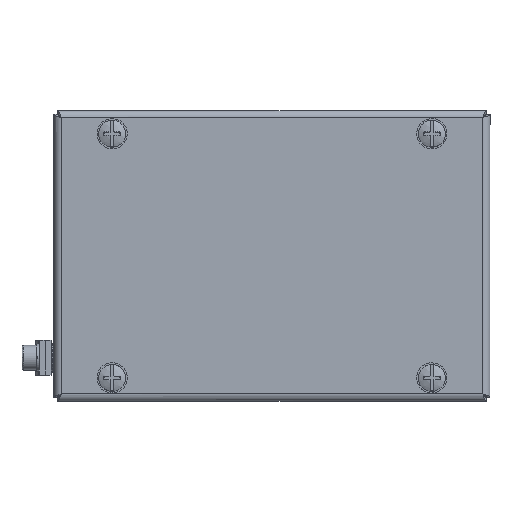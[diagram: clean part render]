
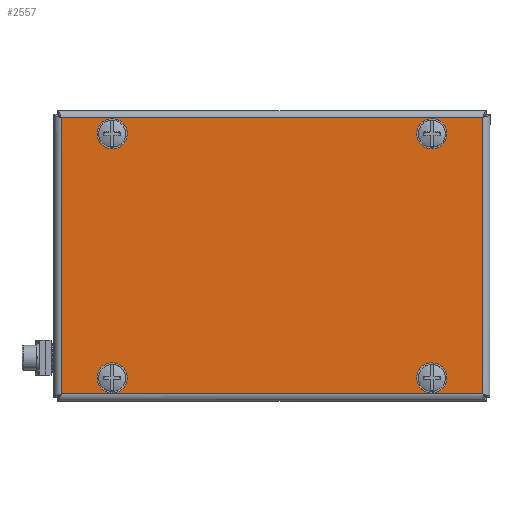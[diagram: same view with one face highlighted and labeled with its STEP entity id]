
A CAD part, top view. The second image highlights one B-rep face of the part: STEP entity #2557.
In plain terms, the highlighted face is planar.
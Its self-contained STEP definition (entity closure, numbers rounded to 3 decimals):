
#36 = CARTESIAN_POINT ( 'NONE',  ( 55., 42., 0. ) ) ;
#64 = VECTOR ( 'NONE', #9610, 1000. ) ;
#533 = DIRECTION ( 'NONE',  ( 0., 0., -1. ) ) ;
#546 = EDGE_LOOP ( 'NONE', ( #12934 ) ) ;
#797 = EDGE_CURVE ( 'NONE', #3124, #18640, #13478, .T. ) ;
#807 = EDGE_CURVE ( 'NONE', #8783, #8783, #2050, .T. ) ;
#890 = EDGE_LOOP ( 'NONE', ( #14202 ) ) ;
#1019 = DIRECTION ( 'NONE',  ( 1., 0., 0. ) ) ;
#1564 = FACE_BOUND ( 'NONE', #890, .T. ) ;
#1594 = AXIS2_PLACEMENT_3D ( 'NONE', #15256, #17987, #13921 ) ;
#1630 = CARTESIAN_POINT ( 'NONE',  ( 72.5, -47.5, 0. ) ) ;
#2050 = CIRCLE ( 'NONE', #2303, 4. ) ;
#2303 = AXIS2_PLACEMENT_3D ( 'NONE', #36, #2499, #4071 ) ;
#2432 = LINE ( 'NONE', #11769, #7231 ) ;
#2499 = DIRECTION ( 'NONE',  ( 0., 0., -1. ) ) ;
#2533 = DIRECTION ( 'NONE',  ( 0., 0., -1. ) ) ;
#2541 = EDGE_CURVE ( 'NONE', #8346, #8346, #5680, .T. ) ;
#2557 = ADVANCED_FACE ( 'NONE', ( #4327, #1564, #18631, #4081, #18359 ), #7460, .F. ) ;
#2692 = VERTEX_POINT ( 'NONE', #17035 ) ;
#3124 = VERTEX_POINT ( 'NONE', #13492 ) ;
#3133 = EDGE_CURVE ( 'NONE', #17196, #3124, #12413, .T. ) ;
#3155 = CARTESIAN_POINT ( 'NONE',  ( 72.5, 48.743, 0. ) ) ;
#3378 = DIRECTION ( 'NONE',  ( 1., 0., 0. ) ) ;
#4071 = DIRECTION ( 'NONE',  ( -1., 0., 0. ) ) ;
#4081 = FACE_BOUND ( 'NONE', #546, .T. ) ;
#4237 = EDGE_CURVE ( 'NONE', #8106, #8106, #13446, .T. ) ;
#4271 = CARTESIAN_POINT ( 'NONE',  ( 51., 42., 0. ) ) ;
#4324 = CARTESIAN_POINT ( 'NONE',  ( 59., -42., 0. ) ) ;
#4327 = FACE_BOUND ( 'NONE', #7508, .T. ) ;
#5680 = CIRCLE ( 'NONE', #15820, 4. ) ;
#5700 = VERTEX_POINT ( 'NONE', #4324 ) ;
#6283 = VECTOR ( 'NONE', #7985, 1000. ) ;
#6858 = AXIS2_PLACEMENT_3D ( 'NONE', #14304, #2533, #8570 ) ;
#7231 = VECTOR ( 'NONE', #11905, 1000. ) ;
#7460 = PLANE ( 'NONE',  #12206 ) ;
#7508 = EDGE_LOOP ( 'NONE', ( #10332 ) ) ;
#7985 = DIRECTION ( 'NONE',  ( 0., -1., 0. ) ) ;
#8002 = ORIENTED_EDGE ( 'NONE', *, *, #3133, .T. ) ;
#8106 = VERTEX_POINT ( 'NONE', #16754 ) ;
#8259 = CARTESIAN_POINT ( 'NONE',  ( -55., -42., 0. ) ) ;
#8346 = VERTEX_POINT ( 'NONE', #19025 ) ;
#8570 = DIRECTION ( 'NONE',  ( 1., 0., 0. ) ) ;
#8783 = VERTEX_POINT ( 'NONE', #4271 ) ;
#9231 = CARTESIAN_POINT ( 'NONE',  ( 73.743, -47.5, 0. ) ) ;
#9347 = VECTOR ( 'NONE', #3378, 1000. ) ;
#9610 = DIRECTION ( 'NONE',  ( -1., 0., 0. ) ) ;
#9705 = EDGE_LOOP ( 'NONE', ( #16469 ) ) ;
#9794 = CARTESIAN_POINT ( 'NONE',  ( -75., 50., 0. ) ) ;
#10152 = CIRCLE ( 'NONE', #1594, 4. ) ;
#10291 = CARTESIAN_POINT ( 'NONE',  ( -73.743, 47.5, 0. ) ) ;
#10332 = ORIENTED_EDGE ( 'NONE', *, *, #18791, .F. ) ;
#11246 = CARTESIAN_POINT ( 'NONE',  ( -72.5, 47.5, 0. ) ) ;
#11533 = DIRECTION ( 'NONE',  ( -1., 0., 0. ) ) ;
#11769 = CARTESIAN_POINT ( 'NONE',  ( -72.5, -48.743, 0. ) ) ;
#11905 = DIRECTION ( 'NONE',  ( 0., 1., 0. ) ) ;
#12206 = AXIS2_PLACEMENT_3D ( 'NONE', #9794, #12976, #1019 ) ;
#12413 = LINE ( 'NONE', #10291, #9347 ) ;
#12642 = EDGE_CURVE ( 'NONE', #18640, #2692, #18227, .T. ) ;
#12930 = ORIENTED_EDGE ( 'NONE', *, *, #14042, .T. ) ;
#12934 = ORIENTED_EDGE ( 'NONE', *, *, #807, .F. ) ;
#12976 = DIRECTION ( 'NONE',  ( 0., 0., 1. ) ) ;
#13446 = CIRCLE ( 'NONE', #6858, 4. ) ;
#13478 = LINE ( 'NONE', #3155, #6283 ) ;
#13492 = CARTESIAN_POINT ( 'NONE',  ( 72.5, 47.5, 0. ) ) ;
#13921 = DIRECTION ( 'NONE',  ( 1., 0., 0. ) ) ;
#14042 = EDGE_CURVE ( 'NONE', #2692, #17196, #2432, .T. ) ;
#14202 = ORIENTED_EDGE ( 'NONE', *, *, #2541, .F. ) ;
#14304 = CARTESIAN_POINT ( 'NONE',  ( -55., 42., 0. ) ) ;
#15256 = CARTESIAN_POINT ( 'NONE',  ( 55., -42., 0. ) ) ;
#15820 = AXIS2_PLACEMENT_3D ( 'NONE', #8259, #533, #11533 ) ;
#16384 = ORIENTED_EDGE ( 'NONE', *, *, #12642, .T. ) ;
#16469 = ORIENTED_EDGE ( 'NONE', *, *, #4237, .F. ) ;
#16754 = CARTESIAN_POINT ( 'NONE',  ( -51., 42., 0. ) ) ;
#17035 = CARTESIAN_POINT ( 'NONE',  ( -72.5, -47.5, 0. ) ) ;
#17128 = EDGE_LOOP ( 'NONE', ( #16384, #12930, #8002, #18831 ) ) ;
#17196 = VERTEX_POINT ( 'NONE', #11246 ) ;
#17987 = DIRECTION ( 'NONE',  ( 0., 0., -1. ) ) ;
#18227 = LINE ( 'NONE', #9231, #64 ) ;
#18359 = FACE_OUTER_BOUND ( 'NONE', #17128, .T. ) ;
#18631 = FACE_BOUND ( 'NONE', #9705, .T. ) ;
#18640 = VERTEX_POINT ( 'NONE', #1630 ) ;
#18791 = EDGE_CURVE ( 'NONE', #5700, #5700, #10152, .T. ) ;
#18831 = ORIENTED_EDGE ( 'NONE', *, *, #797, .T. ) ;
#19025 = CARTESIAN_POINT ( 'NONE',  ( -59., -42., 0. ) ) ;
